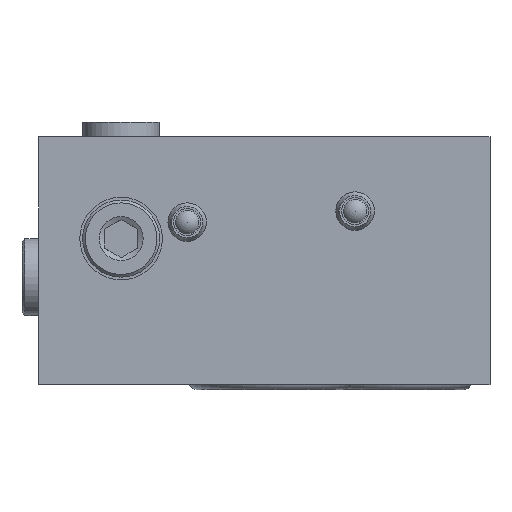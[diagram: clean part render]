
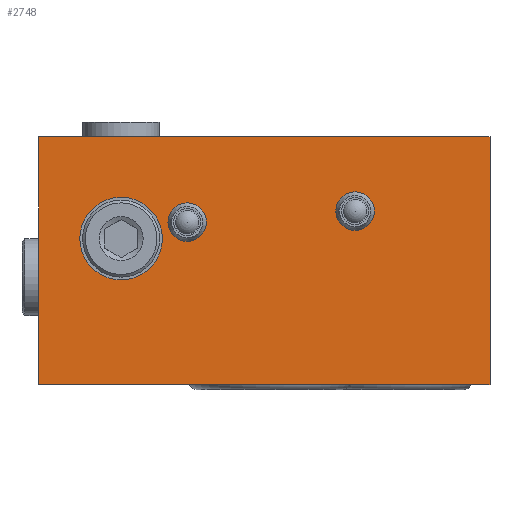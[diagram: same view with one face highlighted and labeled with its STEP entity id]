
A CAD part, front view. The second image highlights one B-rep face of the part: STEP entity #2748.
In plain terms, the highlighted planar face has unit normal (0, -1, 0).
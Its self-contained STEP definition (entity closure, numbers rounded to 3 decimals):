
#212=LINE('',#4180,#338);
#213=LINE('',#4183,#339);
#214=LINE('',#4185,#340);
#215=LINE('',#4187,#341);
#338=VECTOR('',#3342,1000.);
#339=VECTOR('',#3343,1000.);
#340=VECTOR('',#3344,1000.);
#341=VECTOR('',#3345,1000.);
#464=ORIENTED_EDGE('',*,*,#1178,.F.);
#465=ORIENTED_EDGE('',*,*,#1179,.F.);
#466=ORIENTED_EDGE('',*,*,#1180,.T.);
#467=ORIENTED_EDGE('',*,*,#1181,.F.);
#468=ORIENTED_EDGE('',*,*,#1182,.F.);
#469=ORIENTED_EDGE('',*,*,#1183,.T.);
#470=ORIENTED_EDGE('',*,*,#1184,.F.);
#1178=EDGE_CURVE('',#1535,#1535,#1804,.F.);
#1179=EDGE_CURVE('',#1536,#1536,#1805,.F.);
#1180=EDGE_CURVE('',#1537,#1538,#212,.T.);
#1181=EDGE_CURVE('',#1539,#1538,#213,.T.);
#1182=EDGE_CURVE('',#1540,#1539,#214,.T.);
#1183=EDGE_CURVE('',#1540,#1537,#215,.T.);
#1184=EDGE_CURVE('',#1541,#1541,#1806,.F.);
#1535=VERTEX_POINT('',#4177);
#1536=VERTEX_POINT('',#4179);
#1537=VERTEX_POINT('',#4181);
#1538=VERTEX_POINT('',#4182);
#1539=VERTEX_POINT('',#4184);
#1540=VERTEX_POINT('',#4186);
#1541=VERTEX_POINT('',#4189);
#1804=CIRCLE('',#2979,3.5);
#1805=CIRCLE('',#2980,7.5);
#1806=CIRCLE('',#2981,3.5);
#1945=EDGE_LOOP('',(#464));
#1946=EDGE_LOOP('',(#465));
#1947=EDGE_LOOP('',(#466,#467,#468,#469));
#1948=EDGE_LOOP('',(#470));
#2289=FACE_BOUND('',#1945,.T.);
#2290=FACE_BOUND('',#1946,.T.);
#2291=FACE_BOUND('',#1947,.T.);
#2292=FACE_BOUND('',#1948,.T.);
#2633=PLANE('',#2978);
#2748=ADVANCED_FACE('',(#2289,#2290,#2291,#2292),#2633,.F.);
#2978=AXIS2_PLACEMENT_3D('',#4175,#3336,#3337);
#2979=AXIS2_PLACEMENT_3D('',#4176,#3338,#3339);
#2980=AXIS2_PLACEMENT_3D('',#4178,#3340,#3341);
#2981=AXIS2_PLACEMENT_3D('',#4188,#3346,#3347);
#3336=DIRECTION('',(0.,1.,0.));
#3337=DIRECTION('',(0.,0.,1.));
#3338=DIRECTION('',(0.,1.,0.));
#3339=DIRECTION('',(0.,0.,1.));
#3340=DIRECTION('',(0.,1.,0.));
#3341=DIRECTION('',(0.,0.,1.));
#3342=DIRECTION('',(1.,0.,0.));
#3343=DIRECTION('',(0.,0.,-1.));
#3344=DIRECTION('',(1.,0.,0.));
#3345=DIRECTION('',(0.,0.,-1.));
#3346=DIRECTION('',(0.,1.,0.));
#3347=DIRECTION('',(0.,0.,1.));
#4175=CARTESIAN_POINT('',(0.,0.,45.));
#4176=CARTESIAN_POINT('',(57.5,0.,31.5));
#4177=CARTESIAN_POINT('',(57.5,0.,35.));
#4178=CARTESIAN_POINT('',(15.,0.,26.5));
#4179=CARTESIAN_POINT('',(15.,0.,34.));
#4180=CARTESIAN_POINT('',(0.,0.,0.));
#4181=CARTESIAN_POINT('',(0.,0.,0.));
#4182=CARTESIAN_POINT('',(82.,0.,0.));
#4183=CARTESIAN_POINT('',(82.,0.,45.));
#4184=CARTESIAN_POINT('',(82.,0.,45.));
#4185=CARTESIAN_POINT('',(0.,0.,45.));
#4186=CARTESIAN_POINT('',(0.,0.,45.));
#4187=CARTESIAN_POINT('',(0.,0.,45.));
#4188=CARTESIAN_POINT('',(27.,0.,29.5));
#4189=CARTESIAN_POINT('',(27.,0.,33.));
